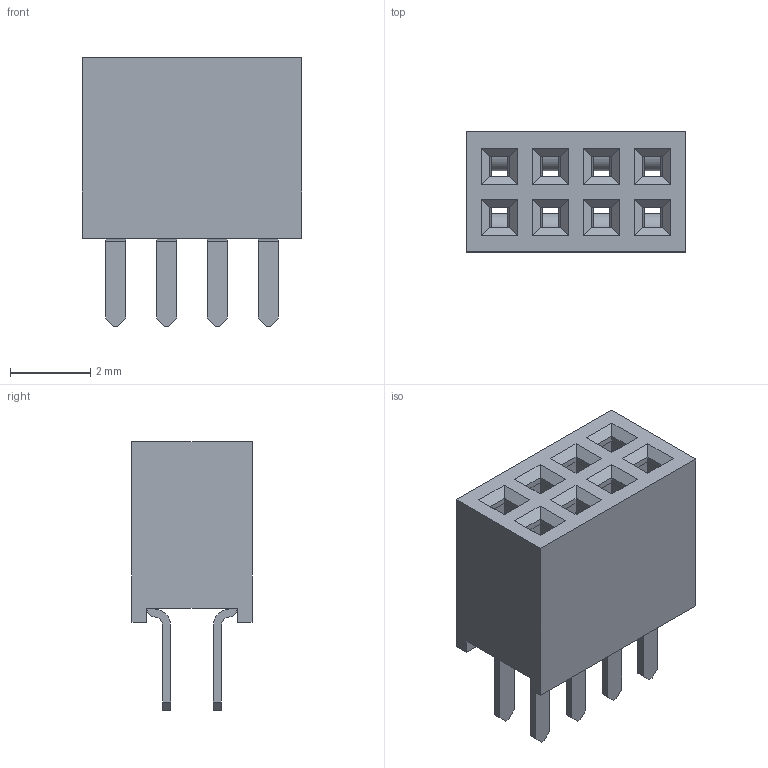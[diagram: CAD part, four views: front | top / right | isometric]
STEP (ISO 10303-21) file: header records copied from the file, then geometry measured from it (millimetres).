
FILE_DESCRIPTION(/* description */ ('Unknown'),/* implementation_level */ '2;1');
FILE_NAME(/* name */ '62200821821',/* time_stamp */ '2016-11-09T11:51:15+01:00',/* author */ ('Unknown'),/* organization */ ('Unknown'),/* preprocessor_version */ 'ST-DEVELOPER v16.7',/* originating_system */ 'DEX',/* authorisation */ $);
FILE_SCHEMA (('AUTOMOTIVE_DESIGN {1 0 10303 214 3 1 1}'));
Length unit declared in the file: millimetre
Products named in the file (3): 6220xx21821; 62200821821
Assembly tree (9 placements, depth 2):
  6220xx21821
    62200821821
    6220xx21821  x8
Bounding box: 5.48 x 3 x 6.7 mm (x, y, z)
Volume: 51.2 mm3; surface area: 400.4 mm2
Topology: 9 solids, 9 shells, 714 faces, 1912 edges, 1216 vertices
Faces by surface type: plane 474, cylinder 224, bspline 16
Entity records: 7550 total; most frequent: CARTESIAN_POINT 1356, ORIENTED_EDGE 1304, DIRECTION 1190, EDGE_CURVE 652, LINE 590, VECTOR 590, VERTEX_POINT 418, AXIS2_PLACEMENT_3D 300
